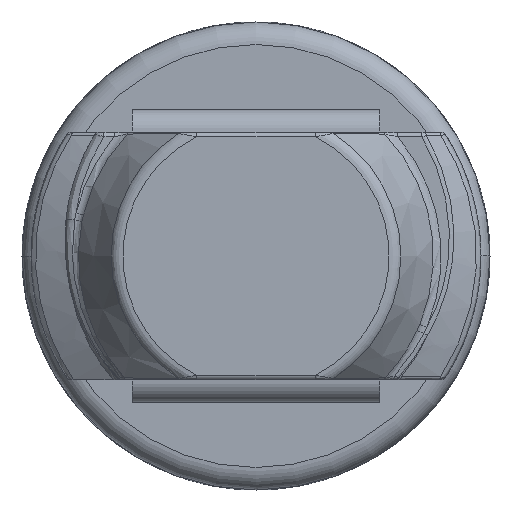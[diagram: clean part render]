
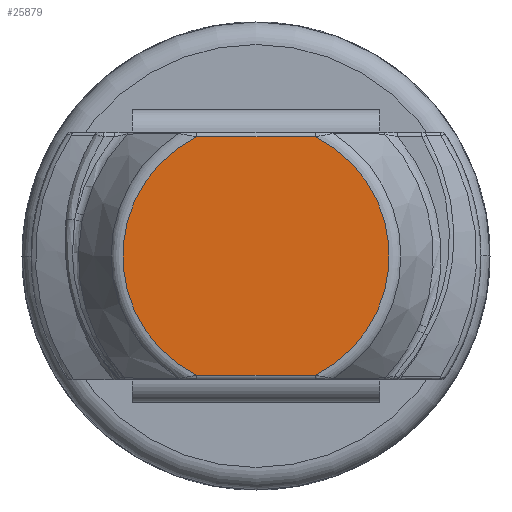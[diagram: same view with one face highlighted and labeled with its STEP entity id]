
A CAD part, front view. The second image highlights one B-rep face of the part: STEP entity #25879.
In plain terms, the highlighted planar face has unit normal (0, -1, 0).
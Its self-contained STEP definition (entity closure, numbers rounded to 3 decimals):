
#5033=CARTESIAN_POINT('',(1.32,-23.5,-2.65));
#5069=CARTESIAN_POINT('',(0.,-23.5,0.));
#5070=DIRECTION('',(0.,-1.,0.));
#5071=DIRECTION('',(0.446,0.,-0.895));
#5072=AXIS2_PLACEMENT_3D('',#5069,#5070,#5071);
#5085=DIRECTION('',(1.,0.,0.));
#5086=VECTOR('',#5085,2.641);
#5087=CARTESIAN_POINT('',(-1.32,-23.5,-2.65));
#5088=LINE('',#5087,#5086);
#5151=CARTESIAN_POINT('',(0.,-23.5,0.));
#5152=DIRECTION('',(0.,-1.,0.));
#5153=DIRECTION('',(-0.446,0.,0.895));
#5154=AXIS2_PLACEMENT_3D('',#5151,#5152,#5153);
#5418=CARTESIAN_POINT('',(-1.32,-23.5,2.65));
#5454=DIRECTION('',(-1.,0.,0.));
#5455=VECTOR('',#5454,2.641);
#5456=CARTESIAN_POINT('',(1.32,-23.5,2.65));
#5457=LINE('',#5456,#5455);
#11186=VERTEX_POINT('',#5418);
#11188=CARTESIAN_POINT('',(1.32,-23.5,2.65));
#11189=VERTEX_POINT('',#11188);
#11333=VERTEX_POINT('',#5033);
#11335=CARTESIAN_POINT('',(-1.32,-23.5,-2.65));
#11336=VERTEX_POINT('',#11335);
#25865=CARTESIAN_POINT('',(0.,-23.5,0.));
#25866=DIRECTION('',(0.,-1.,0.));
#25867=DIRECTION('',(-1.,0.,0.));
#25868=AXIS2_PLACEMENT_3D('',#25865,#25866,#25867);
#25869=PLANE('',#25868);
#25871=ORIENTED_EDGE('',*,*,#25870,.F.);
#25873=ORIENTED_EDGE('',*,*,#25872,.F.);
#25875=ORIENTED_EDGE('',*,*,#25874,.F.);
#25876=ORIENTED_EDGE('',*,*,#25857,.F.);
#25877=EDGE_LOOP('',(#25871,#25873,#25875,#25876));
#25878=FACE_OUTER_BOUND('',#25877,.F.);
#25879=ADVANCED_FACE('',(#25878),#25869,.T.);
#5073=CIRCLE('',#5072,2.961);
#5155=CIRCLE('',#5154,2.961);
#25857=EDGE_CURVE('',#11333,#11189,#5073,.T.);
#25870=EDGE_CURVE('',#11336,#11333,#5088,.T.);
#25872=EDGE_CURVE('',#11186,#11336,#5155,.T.);
#25874=EDGE_CURVE('',#11189,#11186,#5457,.T.);
